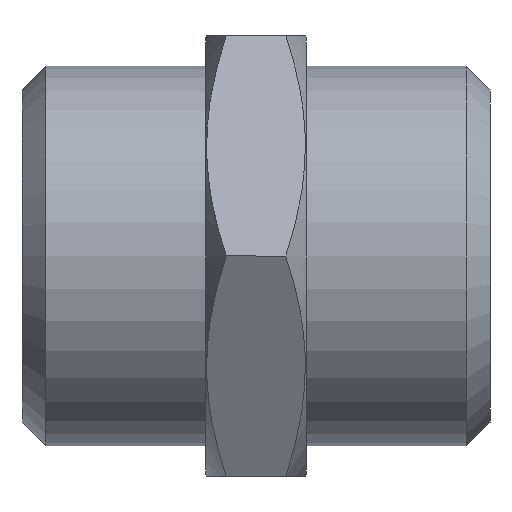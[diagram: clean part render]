
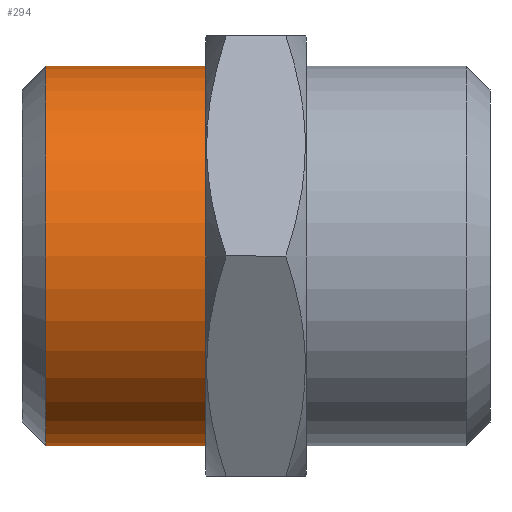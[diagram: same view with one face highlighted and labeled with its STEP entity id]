
A CAD part, left-side view. The second image highlights one B-rep face of the part: STEP entity #294.
In plain terms, the highlighted cylindrical face has radius 10.35 mm (diameter 20.7 mm), a partial arc.
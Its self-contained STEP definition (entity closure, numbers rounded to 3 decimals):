
#158 = EDGE_CURVE ( 'NONE', #376, #383, #780, .T. ) ;
#191 = EDGE_CURVE ( 'NONE', #386, #383, #902, .T. ) ;
#192 = ORIENTED_EDGE ( 'NONE', *, *, #375, .F. ) ;
#194 = ORIENTED_EDGE ( 'NONE', *, *, #191, .F. ) ;
#198 = ORIENTED_EDGE ( 'NONE', *, *, #158, .T. ) ;
#200 = ORIENTED_EDGE ( 'NONE', *, *, #254, .T. ) ;
#209 = EDGE_LOOP ( 'NONE', ( #192, #200, #198, #194 ) ) ;
#254 = EDGE_CURVE ( 'NONE', #387, #376, #402, .T. ) ;
#294 = ADVANCED_FACE ( 'NONE', ( #489 ), #482, .T. ) ;
#375 = EDGE_CURVE ( 'NONE', #387, #386, #629, .T. ) ;
#376 = VERTEX_POINT ( 'NONE', #637 ) ;
#383 = VERTEX_POINT ( 'NONE', #651 ) ;
#386 = VERTEX_POINT ( 'NONE', #638 ) ;
#387 = VERTEX_POINT ( 'NONE', #663 ) ;
#399 = CARTESIAN_POINT ( 'NONE',  ( 0., 24.2, 0. ) ) ;
#400 = DIRECTION ( 'NONE',  ( 0., -1., 0. ) ) ;
#401 = AXIS2_PLACEMENT_3D ( 'NONE', #399, #400, #419 ) ;
#402 = CIRCLE ( 'NONE', #401, 10.35 ) ;
#419 = DIRECTION ( 'NONE',  ( 0., 0., -1. ) ) ;
#481 = AXIS2_PLACEMENT_3D ( 'NONE', #485, #484, #483 ) ;
#482 = CYLINDRICAL_SURFACE ( 'NONE', #481, 10.35 ) ;
#483 = DIRECTION ( 'NONE',  ( 0., 0., -1. ) ) ;
#484 = DIRECTION ( 'NONE',  ( 0., -1., 0. ) ) ;
#485 = CARTESIAN_POINT ( 'NONE',  ( 0., -6.209, 0. ) ) ;
#489 = FACE_OUTER_BOUND ( 'NONE', #209, .T. ) ;
#626 = DIRECTION ( 'NONE',  ( 0., -1., 0. ) ) ;
#627 = VECTOR ( 'NONE', #626, 1000. ) ;
#628 = CARTESIAN_POINT ( 'NONE',  ( 0., -6.209, 10.35 ) ) ;
#629 = LINE ( 'NONE', #628, #627 ) ;
#637 = CARTESIAN_POINT ( 'NONE',  ( 0., 24.2, -10.35 ) ) ;
#638 = CARTESIAN_POINT ( 'NONE',  ( 0., 15.5, 10.35 ) ) ;
#651 = CARTESIAN_POINT ( 'NONE',  ( 0., 15.5, -10.35 ) ) ;
#663 = CARTESIAN_POINT ( 'NONE',  ( 0., 24.2, 10.35 ) ) ;
#778 = CARTESIAN_POINT ( 'NONE',  ( 0., -6.209, -10.35 ) ) ;
#780 = LINE ( 'NONE', #778, #786 ) ;
#786 = VECTOR ( 'NONE', #791, 1000. ) ;
#791 = DIRECTION ( 'NONE',  ( 0., -1., 0. ) ) ;
#892 = AXIS2_PLACEMENT_3D ( 'NONE', #905, #904, #897 ) ;
#897 = DIRECTION ( 'NONE',  ( 0., 0., -1. ) ) ;
#902 = CIRCLE ( 'NONE', #892, 10.35 ) ;
#904 = DIRECTION ( 'NONE',  ( 0., -1., 0. ) ) ;
#905 = CARTESIAN_POINT ( 'NONE',  ( 0., 15.5, 0. ) ) ;
